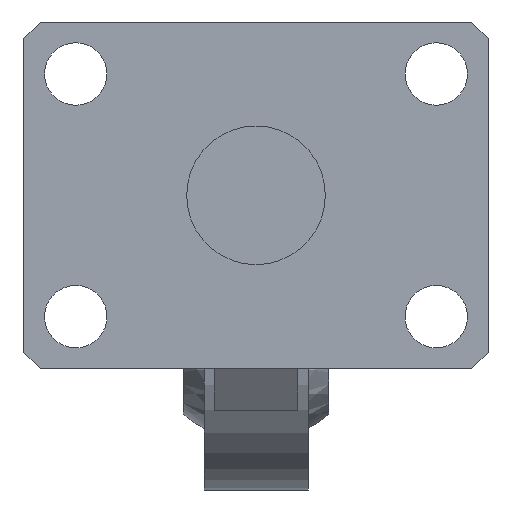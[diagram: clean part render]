
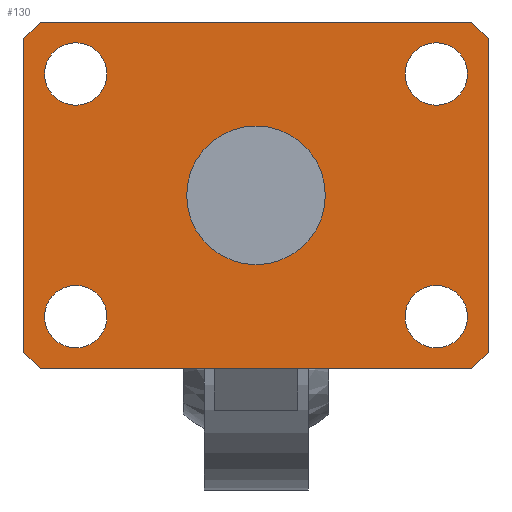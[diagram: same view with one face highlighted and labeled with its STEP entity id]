
A CAD part, front view. The second image highlights one B-rep face of the part: STEP entity #130.
In plain terms, the highlighted planar face has unit normal (0, -1, 0).
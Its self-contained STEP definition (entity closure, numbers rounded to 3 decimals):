
#130=ADVANCED_FACE('',(#238,#239,#240,#241,#242,#243),#244,.F.);
#238=FACE_BOUND('',#359,.T.);
#239=FACE_BOUND('',#360,.T.);
#240=FACE_BOUND('',#361,.T.);
#241=FACE_BOUND('',#362,.T.);
#242=FACE_BOUND('',#363,.T.);
#243=FACE_OUTER_BOUND('',#364,.T.);
#244=PLANE('',#365);
#359=EDGE_LOOP('',(#773,#774));
#360=EDGE_LOOP('',(#775,#776));
#361=EDGE_LOOP('',(#777,#778));
#362=EDGE_LOOP('',(#779,#780));
#363=EDGE_LOOP('',(#781,#782));
#364=EDGE_LOOP('',(#783,#784,#785,#786,#787,#788,#789,#790));
#365=AXIS2_PLACEMENT_3D('',#791,#792,#793);
#773=ORIENTED_EDGE('',*,*,#900,.T.);
#774=ORIENTED_EDGE('',*,*,#859,.T.);
#775=ORIENTED_EDGE('',*,*,#916,.T.);
#776=ORIENTED_EDGE('',*,*,#855,.T.);
#777=ORIENTED_EDGE('',*,*,#941,.T.);
#778=ORIENTED_EDGE('',*,*,#851,.T.);
#779=ORIENTED_EDGE('',*,*,#964,.T.);
#780=ORIENTED_EDGE('',*,*,#847,.T.);
#781=ORIENTED_EDGE('',*,*,#973,.T.);
#782=ORIENTED_EDGE('',*,*,#843,.T.);
#783=ORIENTED_EDGE('',*,*,#965,.F.);
#784=ORIENTED_EDGE('',*,*,#918,.F.);
#785=ORIENTED_EDGE('',*,*,#924,.F.);
#786=ORIENTED_EDGE('',*,*,#929,.F.);
#787=ORIENTED_EDGE('',*,*,#974,.F.);
#788=ORIENTED_EDGE('',*,*,#943,.F.);
#789=ORIENTED_EDGE('',*,*,#948,.F.);
#790=ORIENTED_EDGE('',*,*,#953,.F.);
#791=CARTESIAN_POINT('',(0.,0.,0.));
#792=DIRECTION('',(0.,1.0,0.));
#793=DIRECTION('',(-1.0,0.0,0.));
#843=EDGE_CURVE('',#990,#994,#996,.T.);
#847=EDGE_CURVE('',#998,#1002,#1004,.T.);
#851=EDGE_CURVE('',#1006,#1010,#1012,.T.);
#855=EDGE_CURVE('',#1014,#1018,#1020,.T.);
#859=EDGE_CURVE('',#1022,#1026,#1028,.T.);
#900=EDGE_CURVE('',#1026,#1022,#1099,.T.);
#916=EDGE_CURVE('',#1018,#1014,#1125,.T.);
#918=EDGE_CURVE('',#1126,#1128,#1129,.T.);
#924=EDGE_CURVE('',#1137,#1126,#1139,.T.);
#929=EDGE_CURVE('',#1145,#1137,#1147,.T.);
#941=EDGE_CURVE('',#1010,#1006,#1165,.T.);
#943=EDGE_CURVE('',#1166,#1168,#1169,.T.);
#948=EDGE_CURVE('',#1175,#1166,#1177,.T.);
#953=EDGE_CURVE('',#1184,#1175,#1186,.T.);
#964=EDGE_CURVE('',#1002,#998,#1201,.T.);
#965=EDGE_CURVE('',#1128,#1184,#1202,.T.);
#973=EDGE_CURVE('',#994,#990,#1212,.T.);
#974=EDGE_CURVE('',#1168,#1145,#1213,.T.);
#990=VERTEX_POINT('',#1239);
#994=VERTEX_POINT('',#1244);
#996=CIRCLE('',#1247,4.5);
#998=VERTEX_POINT('',#1249);
#1002=VERTEX_POINT('',#1254);
#1004=CIRCLE('',#1257,4.5);
#1006=VERTEX_POINT('',#1259);
#1010=VERTEX_POINT('',#1264);
#1012=CIRCLE('',#1267,4.5);
#1014=VERTEX_POINT('',#1269);
#1018=VERTEX_POINT('',#1274);
#1020=CIRCLE('',#1277,4.5);
#1022=VERTEX_POINT('',#1279);
#1026=VERTEX_POINT('',#1284);
#1028=CIRCLE('',#1287,10.0);
#1099=CIRCLE('',#1378,10.0);
#1125=CIRCLE('',#1415,4.5);
#1126=VERTEX_POINT('',#1416);
#1128=VERTEX_POINT('',#1419);
#1129=LINE('',#1420,#1421);
#1137=VERTEX_POINT('',#1433);
#1139=LINE('',#1436,#1437);
#1145=VERTEX_POINT('',#1446);
#1147=LINE('',#1449,#1450);
#1165=CIRCLE('',#1477,4.5);
#1166=VERTEX_POINT('',#1478);
#1168=VERTEX_POINT('',#1481);
#1169=LINE('',#1482,#1483);
#1175=VERTEX_POINT('',#1492);
#1177=LINE('',#1495,#1496);
#1184=VERTEX_POINT('',#1506);
#1186=LINE('',#1509,#1510);
#1201=CIRCLE('',#1532,4.5);
#1202=LINE('',#1533,#1534);
#1212=CIRCLE('',#1549,4.5);
#1213=LINE('',#1550,#1551);
#1239=CARTESIAN_POINT('',(-30.5,0.,17.5));
#1244=CARTESIAN_POINT('',(-21.5,0.,17.5));
#1247=AXIS2_PLACEMENT_3D('',#1583,#1584,#1585);
#1249=CARTESIAN_POINT('',(30.5,0.,-17.5));
#1254=CARTESIAN_POINT('',(21.5,0.,-17.5));
#1257=AXIS2_PLACEMENT_3D('',#1591,#1592,#1593);
#1259=CARTESIAN_POINT('',(-26.0,0.,-22.0));
#1264=CARTESIAN_POINT('',(-26.0,0.,-13.0));
#1267=AXIS2_PLACEMENT_3D('',#1599,#1600,#1601);
#1269=CARTESIAN_POINT('',(26.0,0.,22.0));
#1274=CARTESIAN_POINT('',(26.0,0.,13.0));
#1277=AXIS2_PLACEMENT_3D('',#1607,#1608,#1609);
#1279=CARTESIAN_POINT('',(-10.0,0.,0.));
#1284=CARTESIAN_POINT('',(10.0,0.,0.0));
#1287=AXIS2_PLACEMENT_3D('',#1615,#1616,#1617);
#1378=AXIS2_PLACEMENT_3D('',#1698,#1699,#1700);
#1415=AXIS2_PLACEMENT_3D('',#1724,#1725,#1726);
#1416=CARTESIAN_POINT('',(33.5,0.,22.6));
#1419=CARTESIAN_POINT('',(33.5,0.,-22.6));
#1420=CARTESIAN_POINT('',(33.5,0.,22.6));
#1421=VECTOR('',#1728,1.0);
#1433=CARTESIAN_POINT('',(31.1,0.,25.0));
#1436=CARTESIAN_POINT('',(31.1,0.,25.0));
#1437=VECTOR('',#1734,1.0);
#1446=CARTESIAN_POINT('',(-31.1,0.,25.0));
#1449=CARTESIAN_POINT('',(-31.1,0.,25.0));
#1450=VECTOR('',#1739,1.0);
#1477=AXIS2_PLACEMENT_3D('',#1755,#1756,#1757);
#1478=CARTESIAN_POINT('',(-33.5,0.,-22.6));
#1481=CARTESIAN_POINT('',(-33.5,0.,22.6));
#1482=CARTESIAN_POINT('',(-33.5,0.,-22.6));
#1483=VECTOR('',#1759,1.0);
#1492=CARTESIAN_POINT('',(-31.1,0.,-25.0));
#1495=CARTESIAN_POINT('',(-31.1,0.,-25.0));
#1496=VECTOR('',#1764,1.0);
#1506=CARTESIAN_POINT('',(31.1,0.,-25.0));
#1509=CARTESIAN_POINT('',(31.1,0.,-25.0));
#1510=VECTOR('',#1769,1.0);
#1532=AXIS2_PLACEMENT_3D('',#1786,#1787,#1788);
#1533=CARTESIAN_POINT('',(33.5,0.,-22.6));
#1534=VECTOR('',#1789,1.0);
#1549=AXIS2_PLACEMENT_3D('',#1801,#1802,#1803);
#1550=CARTESIAN_POINT('',(-33.5,0.,22.6));
#1551=VECTOR('',#1804,1.0);
#1583=CARTESIAN_POINT('',(-26.0,0.,17.5));
#1584=DIRECTION('',(0.,1.0,0.));
#1585=DIRECTION('',(-1.0,0.0,0.));
#1591=CARTESIAN_POINT('',(26.0,0.,-17.5));
#1592=DIRECTION('',(0.,1.0,0.));
#1593=DIRECTION('',(1.0,0.,0.));
#1599=CARTESIAN_POINT('',(-26.0,0.,-17.5));
#1600=DIRECTION('',(0.,1.0,0.));
#1601=DIRECTION('',(0.,0.,-1.0));
#1607=CARTESIAN_POINT('',(26.0,0.,17.5));
#1608=DIRECTION('',(0.,1.0,0.));
#1609=DIRECTION('',(0.,0.,1.0));
#1615=CARTESIAN_POINT('',(0.0,0.0,0.0));
#1616=DIRECTION('',(0.,1.0,0.));
#1617=DIRECTION('',(-1.0,0.0,0.));
#1698=CARTESIAN_POINT('',(0.0,0.0,0.0));
#1699=DIRECTION('',(0.,1.0,0.));
#1700=DIRECTION('',(-1.0,0.0,0.));
#1724=CARTESIAN_POINT('',(26.0,0.,17.5));
#1725=DIRECTION('',(0.,1.0,0.));
#1726=DIRECTION('',(0.,0.,1.0));
#1728=DIRECTION('',(0.,0.,-1.0));
#1734=DIRECTION('',(0.707,0.,-0.707));
#1739=DIRECTION('',(1.0,0.0,0.));
#1755=CARTESIAN_POINT('',(-26.0,0.,-17.5));
#1756=DIRECTION('',(0.,1.0,0.));
#1757=DIRECTION('',(0.,0.,-1.0));
#1759=DIRECTION('',(0.,0.,1.0));
#1764=DIRECTION('',(-0.707,0.,0.707));
#1769=DIRECTION('',(-1.0,0.0,0.));
#1786=CARTESIAN_POINT('',(26.0,0.,-17.5));
#1787=DIRECTION('',(0.,1.0,0.));
#1788=DIRECTION('',(1.0,0.,0.));
#1789=DIRECTION('',(-0.707,0.,-0.707));
#1801=CARTESIAN_POINT('',(-26.0,0.,17.5));
#1802=DIRECTION('',(0.,1.0,0.));
#1803=DIRECTION('',(-1.0,0.0,0.));
#1804=DIRECTION('',(0.707,0.,0.707));
